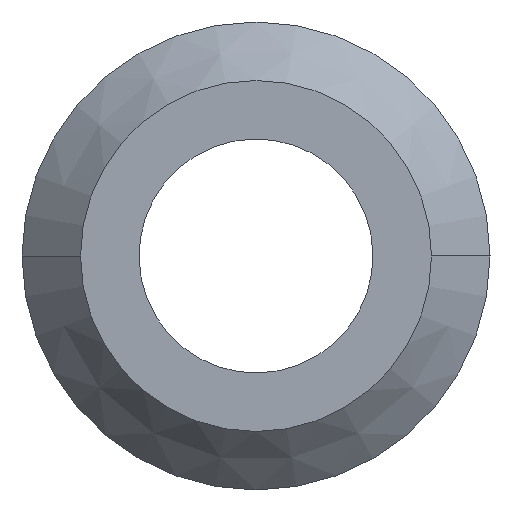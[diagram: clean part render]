
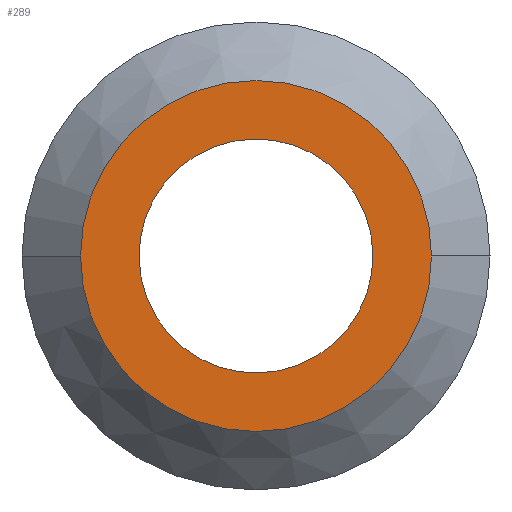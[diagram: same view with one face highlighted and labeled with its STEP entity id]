
A CAD part, left-side view. The second image highlights one B-rep face of the part: STEP entity #289.
In plain terms, the highlighted planar face has unit normal (-1, 0, 0).
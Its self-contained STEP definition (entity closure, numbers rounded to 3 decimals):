
#63=CARTESIAN_POINT('Vertex',(-16.,-1.755,-0.959)) ;
#77=CARTESIAN_POINT('Vertex',(-16.,1.755,0.959)) ;
#80=CARTESIAN_POINT('Axis2P3D Location',(-16.,0.,0.)) ;
#97=CARTESIAN_POINT('Axis2P3D Location',(-16.,0.,0.)) ;
#237=CARTESIAN_POINT('Vertex',(-16.,-3.,0.)) ;
#240=CARTESIAN_POINT('Axis2P3D Location',(-16.,0.,0.)) ;
#244=CARTESIAN_POINT('Vertex',(-16.,3.,0.)) ;
#264=CARTESIAN_POINT('Axis2P3D Location',(-16.,0.,0.)) ;
#276=CARTESIAN_POINT('Axis2P3D Location',(-16.,0.,0.)) ;
#81=DIRECTION('Axis2P3D Direction',(1.,0.,-0.)) ;
#98=DIRECTION('Axis2P3D Direction',(1.,0.,-0.)) ;
#241=DIRECTION('Axis2P3D Direction',(1.,0.,0.)) ;
#265=DIRECTION('Axis2P3D Direction',(1.,0.,0.)) ;
#277=DIRECTION('Axis2P3D Direction',(1.,0.,0.)) ;
#278=DIRECTION('Axis2P3D XDirection',(0.,1.,0.)) ;
#82=AXIS2_PLACEMENT_3D('Circle Axis2P3D',#80,#81,$) ;
#99=AXIS2_PLACEMENT_3D('Circle Axis2P3D',#97,#98,$) ;
#242=AXIS2_PLACEMENT_3D('Circle Axis2P3D',#240,#241,$) ;
#266=AXIS2_PLACEMENT_3D('Circle Axis2P3D',#264,#265,$) ;
#279=AXIS2_PLACEMENT_3D('Plane Axis2P3D',#276,#277,#278) ;
#282=ORIENTED_EDGE('',*,*,#268,.F.) ;
#283=ORIENTED_EDGE('',*,*,#246,.F.) ;
#286=ORIENTED_EDGE('',*,*,#84,.T.) ;
#287=ORIENTED_EDGE('',*,*,#101,.T.) ;
#288=FACE_BOUND('',#285,.T.) ;
#289=ADVANCED_FACE('Corps principal',(#284,#288),#280,.F.) ;
#83=CIRCLE('generated circle',#82,2.) ;
#100=CIRCLE('generated circle',#99,2.) ;
#243=CIRCLE('generated circle',#242,3.) ;
#267=CIRCLE('generated circle',#266,3.) ;
#84=EDGE_CURVE('',#64,#78,#83,.T.) ;
#101=EDGE_CURVE('',#78,#64,#100,.T.) ;
#246=EDGE_CURVE('',#238,#245,#243,.T.) ;
#268=EDGE_CURVE('',#245,#238,#267,.T.) ;
#281=EDGE_LOOP('',(#282,#283)) ;
#285=EDGE_LOOP('',(#286,#287)) ;
#284=FACE_OUTER_BOUND('',#281,.T.) ;
#280=PLANE('',#279) ;
#64=VERTEX_POINT('',#63) ;
#78=VERTEX_POINT('',#77) ;
#238=VERTEX_POINT('',#237) ;
#245=VERTEX_POINT('',#244) ;
